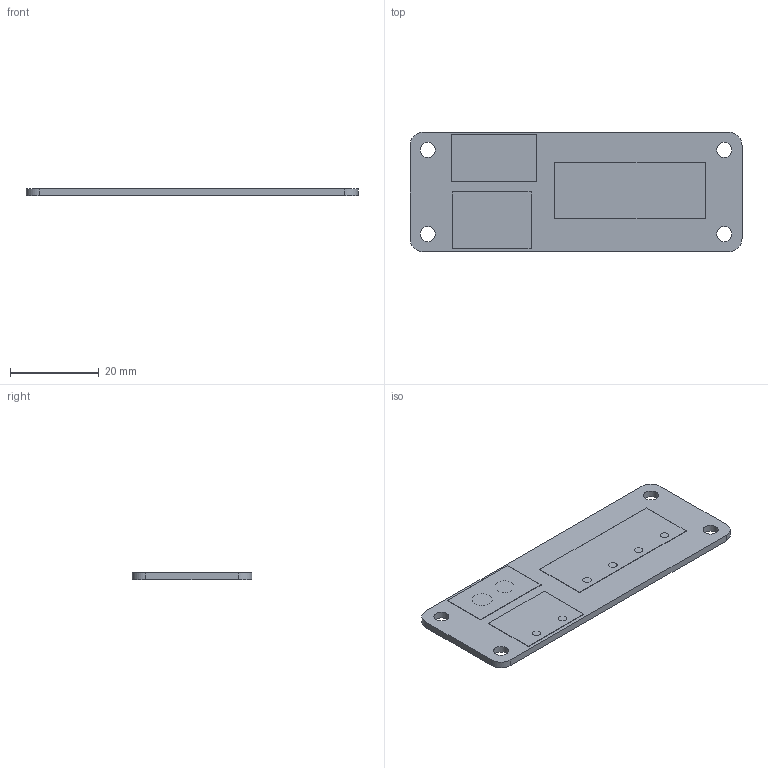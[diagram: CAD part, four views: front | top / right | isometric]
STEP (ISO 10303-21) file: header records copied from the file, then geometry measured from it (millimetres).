
FILE_DESCRIPTION(/* description */ (''),/* implementation_level */ '2;1');
FILE_NAME(/* name */ '1fc6ce03-2a4d-4b14-bbca-7ddc5eceb061.stp',/* time_stamp */ '2022-07-22T23:51:02Z',/* author */ (''),/* organization */ (''),/* preprocessor_version */ 'ST-DEVELOPER v19',/* originating_system */ 'Autodesk Translation Framework v11.7.0.108',/* authorisation */ '');
FILE_SCHEMA (('AUTOMOTIVE_DESIGN { 1 0 10303 214 3 1 1 }'));
Length unit declared in the file: millimetre
Products named in the file (6): 1fc6ce03-2a4d-4b14-bbca-7ddc5eceb061; PCB Component; Board; BARRIER_BLOCK-4PIN; XT60; BARRIER_BLOCK-2PIN
Assembly tree (5 placements, depth 3):
  1fc6ce03-2a4d-4b14-bbca-7ddc5eceb061
    PCB Component
      Board
      BARRIER_BLOCK-4PIN
      XT60
      BARRIER_BLOCK-2PIN
Bounding box: 75 x 27 x 1.67 mm (x, y, z)
Volume: 3118.1 mm3; surface area: 6092.2 mm2
Topology: 4 solids, 4 shells, 40 faces, 96 edges, 64 vertices
Faces by surface type: plane 24, cylinder 16
Full cylindrical faces by diameter (mm): 1.905 x6, 3.4 x4, 4.572 x2
Entity records: 1418 total; most frequent: DIRECTION 230, CARTESIAN_POINT 211, ORIENTED_EDGE 192, EDGE_CURVE 96, AXIS2_PLACEMENT_3D 83, EDGE_LOOP 64, LINE 64, VECTOR 64
